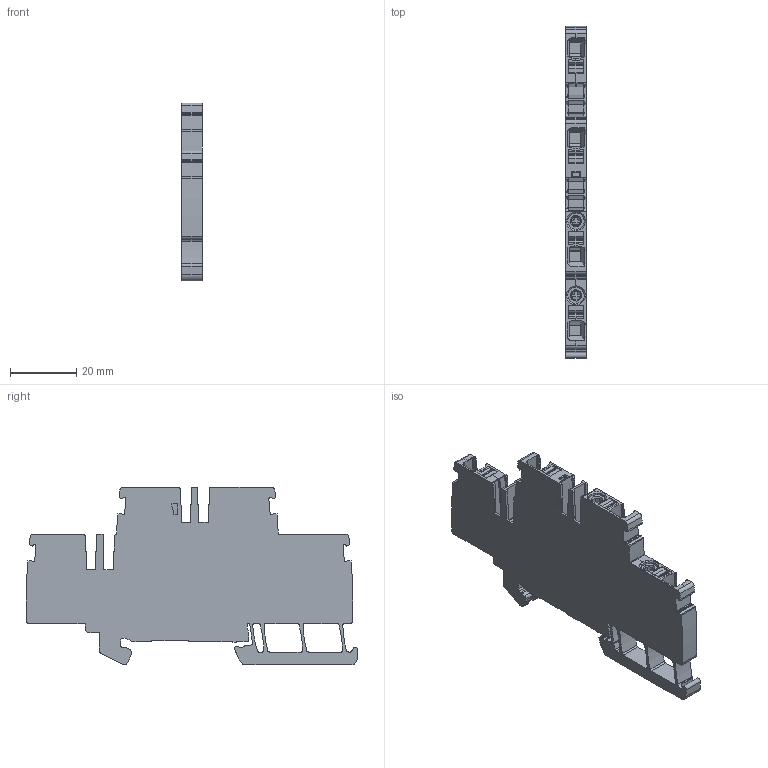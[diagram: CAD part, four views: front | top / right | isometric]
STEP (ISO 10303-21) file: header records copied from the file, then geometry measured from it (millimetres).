
FILE_DESCRIPTION(('CATIA V5R24 STEP','CAx-IF Rec.Pracs.--- Model Styling and Organization---1.2---2011-12-15'),'2;1');
FILE_NAME ('306088-1_1', '2018-07-20T09:07:54+00:00', ('Weidmueller Interface'), ('Weidmueller'), 'CATIA Version 5-6 Release 2014 SP4 HF52', 'CATIA V5 STEP AP214', 'none');
FILE_SCHEMA(('AUTOMOTIVE_DESIGN { 1 0 10303 214 1 1 1 1 }'));
Length unit declared in the file: millimetre
Products named in the file (1): 2539980000
Bounding box: 6.1 x 99.98 x 53.6 mm (x, y, z)
Volume: 19711.6 mm3; surface area: 12791.1 mm2
Topology: 11 solids, 12 shells, 992 faces, 2859 edges, 1893 vertices
Faces by surface type: plane 529, cylinder 388, extrusion 32, cone 17, torus 15, bspline 11
Entity records: 33631 total; most frequent: CARTESIAN_POINT 8928, ORIENTED_EDGE 5728, DIRECTION 4045, EDGE_CURVE 2864, VECTOR 1912, VERTEX_POINT 1901, LINE 1880, AXIS2_PLACEMENT_3D 1385
